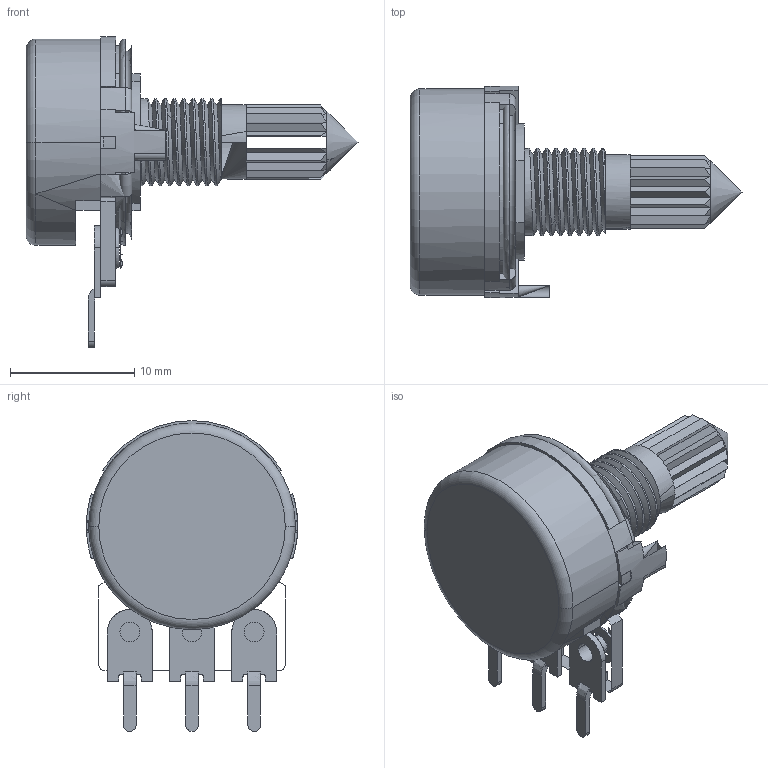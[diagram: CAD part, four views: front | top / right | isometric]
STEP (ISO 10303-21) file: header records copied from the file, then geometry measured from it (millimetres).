
FILE_DESCRIPTION(('FreeCAD Model'),'2;1');
FILE_NAME('Open CASCADE Shape Model','2021-07-23T11:43:51',( 'kicad StepUp'),('ksu MCAD'),'Open CASCADE STEP processor 7.5', 'FreeCAD','Unknown');
FILE_SCHEMA(('AUTOMOTIVE_DESIGN { 1 0 10303 214 1 1 1 1 }'));
Length unit declared in the file: millimetre
Products named in the file (1): PDB181-K415K-103B001
Bounding box: 26.7 x 17 x 25 mm (x, y, z)
Volume: 3.6 mm3; surface area: 3723.4 mm2
Topology: 3 solids, 4 shells, 352 faces, 960 edges, 575 vertices
Faces by surface type: plane 233, cylinder 69, torus 20, cone 18, extrusion 6, bspline 6
Full cylindrical faces by diameter (mm): 0.94 x1
Entity records: 14855 total; most frequent: CARTESIAN_POINT 4127, ORIENTED_EDGE 1746, DIRECTION 1685, EDGE_CURVE 873, AXIS2_PLACEMENT_3D 596, VERTEX_POINT 545, VECTOR 493, LINE 487
